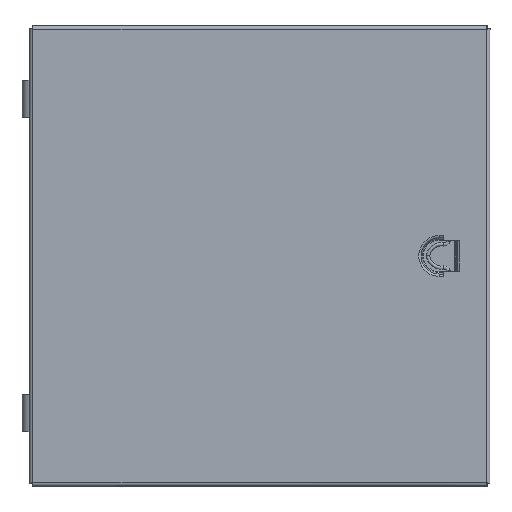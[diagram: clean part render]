
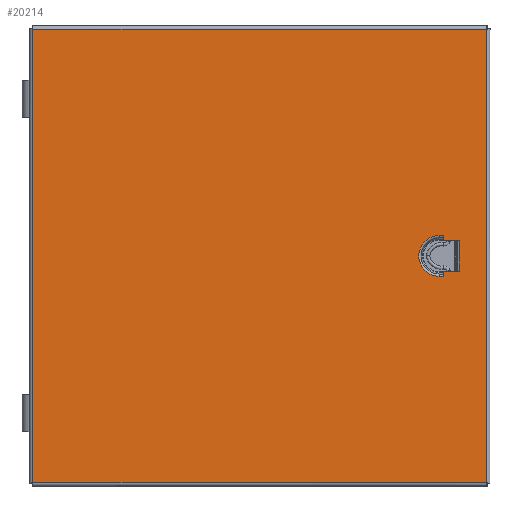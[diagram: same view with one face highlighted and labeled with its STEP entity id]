
A CAD part, top view. The second image highlights one B-rep face of the part: STEP entity #20214.
In plain terms, the highlighted planar face has unit normal (0, 0, 1).
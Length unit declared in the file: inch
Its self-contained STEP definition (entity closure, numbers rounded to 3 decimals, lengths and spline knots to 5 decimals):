
#2193=LINE($,#33685,#4165);
#2197=LINE($,#33696,#4169);
#2198=LINE($,#33705,#4170);
#2201=LINE($,#33711,#4173);
#2202=LINE($,#33713,#4174);
#2204=LINE($,#33717,#4176);
#2208=LINE($,#33723,#4180);
#2216=LINE($,#33750,#4188);
#2231=LINE($,#33849,#4203);
#2245=LINE($,#33947,#4217);
#2259=LINE($,#34044,#4231);
#4165=VECTOR($,#26613,0.8125);
#4169=VECTOR($,#26623,0.115);
#4170=VECTOR($,#26636,0.115);
#4173=VECTOR($,#26641,0.14171);
#4174=VECTOR($,#26644,0.43296);
#4176=VECTOR($,#26648,0.14171);
#4180=VECTOR($,#26654,0.43296);
#4188=VECTOR($,#26670,12.25);
#4203=VECTOR($,#26699,12.25);
#4217=VECTOR($,#26727,12.25);
#4231=VECTOR($,#26755,12.25);
#4964=PLANE($,#21751);
#5497=FACE_BOUND($,#7815,.T.);
#5498=FACE_BOUND($,#7816,.T.);
#7815=EDGE_LOOP($,(#17982,#17983,#17984,#17985,#17986,#17987,#17988,#17989));
#7816=EDGE_LOOP($,(#17990,#17991,#17992,#17993));
#8290=CIRCLE($,#21713,0.54796);
#9921=VERTEX_POINT($,#33678);
#9924=VERTEX_POINT($,#33683);
#9927=VERTEX_POINT($,#33693);
#9928=VERTEX_POINT($,#33695);
#9929=VERTEX_POINT($,#33699);
#9930=VERTEX_POINT($,#33703);
#9932=VERTEX_POINT($,#33709);
#9933=VERTEX_POINT($,#33716);
#9941=VERTEX_POINT($,#33741);
#9942=VERTEX_POINT($,#33749);
#9951=VERTEX_POINT($,#33841);
#9960=VERTEX_POINT($,#33939);
#12489=EDGE_CURVE($,#9924,#9921,#2193,.T.);
#12494=EDGE_CURVE($,#9927,#9928,#2197,.T.);
#12497=EDGE_CURVE($,#9929,#9927,#8290,.T.);
#12499=EDGE_CURVE($,#9930,#9929,#2198,.T.);
#12502=EDGE_CURVE($,#9930,#9932,#2201,.T.);
#12503=EDGE_CURVE($,#9921,#9932,#2202,.T.);
#12505=EDGE_CURVE($,#9928,#9933,#2204,.T.);
#12509=EDGE_CURVE($,#9924,#9933,#2208,.T.);
#12518=EDGE_CURVE($,#9941,#9942,#2216,.T.);
#12537=EDGE_CURVE($,#9951,#9941,#2231,.T.);
#12555=EDGE_CURVE($,#9960,#9951,#2245,.T.);
#12573=EDGE_CURVE($,#9942,#9960,#2259,.T.);
#17982=ORIENTED_EDGE($,*,*,#12509,.T.);
#17983=ORIENTED_EDGE($,*,*,#12505,.F.);
#17984=ORIENTED_EDGE($,*,*,#12494,.F.);
#17985=ORIENTED_EDGE($,*,*,#12497,.F.);
#17986=ORIENTED_EDGE($,*,*,#12499,.F.);
#17987=ORIENTED_EDGE($,*,*,#12502,.T.);
#17988=ORIENTED_EDGE($,*,*,#12503,.F.);
#17989=ORIENTED_EDGE($,*,*,#12489,.F.);
#17990=ORIENTED_EDGE($,*,*,#12555,.F.);
#17991=ORIENTED_EDGE($,*,*,#12573,.F.);
#17992=ORIENTED_EDGE($,*,*,#12518,.F.);
#17993=ORIENTED_EDGE($,*,*,#12537,.F.);
#20214=ADVANCED_FACE($,(#5497,#5498),#4964,.T.);
#21713=AXIS2_PLACEMENT_3D($,#33701,#26630,#26631);
#21751=AXIS2_PLACEMENT_3D($,#34129,#26779,#26780);
#26613=DIRECTION($,(0.,1.,0.));
#26623=DIRECTION($,(1.,0.,0.));
#26630=DIRECTION('center_axis',(0.,0.,1.));
#26631=DIRECTION('ref_axis',(-1.,0.,0.));
#26636=DIRECTION($,(-1.,0.,0.));
#26641=DIRECTION($,(0.,-1.,0.));
#26644=DIRECTION($,(-1.,0.,0.));
#26648=DIRECTION($,(0.,1.,0.));
#26654=DIRECTION($,(-1.,0.,0.));
#26670=DIRECTION($,(0.,1.,0.));
#26699=DIRECTION($,(-1.,0.,0.));
#26727=DIRECTION($,(0.,-1.,0.));
#26755=DIRECTION($,(1.,0.,0.));
#26779=DIRECTION('center_axis',(0.,0.,1.));
#26780=DIRECTION('ref_axis',(1.,0.,0.));
#33678=CARTESIAN_POINT('',(5.39121,0.40625,0.062));
#33683=CARTESIAN_POINT('',(5.39121,-0.40625,0.062));
#33685=CARTESIAN_POINT($,(5.39121,-0.25,0.062));
#33693=CARTESIAN_POINT('',(4.84325,-0.54796,0.062));
#33695=CARTESIAN_POINT('',(4.95825,-0.54796,0.062));
#33696=CARTESIAN_POINT($,(2.42163,-0.54796,0.062));
#33699=CARTESIAN_POINT('',(4.84325,0.54796,0.062));
#33701=CARTESIAN_POINT('Origin',(4.84325,0.,0.062));
#33703=CARTESIAN_POINT('',(4.95825,0.54796,0.062));
#33705=CARTESIAN_POINT($,(2.67163,0.54796,0.062));
#33709=CARTESIAN_POINT('',(4.95825,0.40625,0.062));
#33711=CARTESIAN_POINT($,(4.95825,0.5,0.062));
#33713=CARTESIAN_POINT($,(2.67163,0.40625,0.062));
#33716=CARTESIAN_POINT('',(4.95825,-0.40625,0.062));
#33717=CARTESIAN_POINT($,(4.95825,-0.25,0.062));
#33723=CARTESIAN_POINT($,(5.34325,-0.40625,0.062));
#33741=CARTESIAN_POINT('',(-6.125,-6.125,0.062));
#33749=CARTESIAN_POINT('',(-6.125,6.125,0.062));
#33750=CARTESIAN_POINT($,(-6.125,-6.125,0.062));
#33841=CARTESIAN_POINT('',(6.125,-6.125,0.062));
#33849=CARTESIAN_POINT($,(6.125,-6.125,0.062));
#33939=CARTESIAN_POINT('',(6.125,6.125,0.062));
#33947=CARTESIAN_POINT($,(6.125,6.125,0.062));
#34044=CARTESIAN_POINT($,(-6.125,6.125,0.062));
#34129=CARTESIAN_POINT('Origin',(0.,0.,
0.062));
